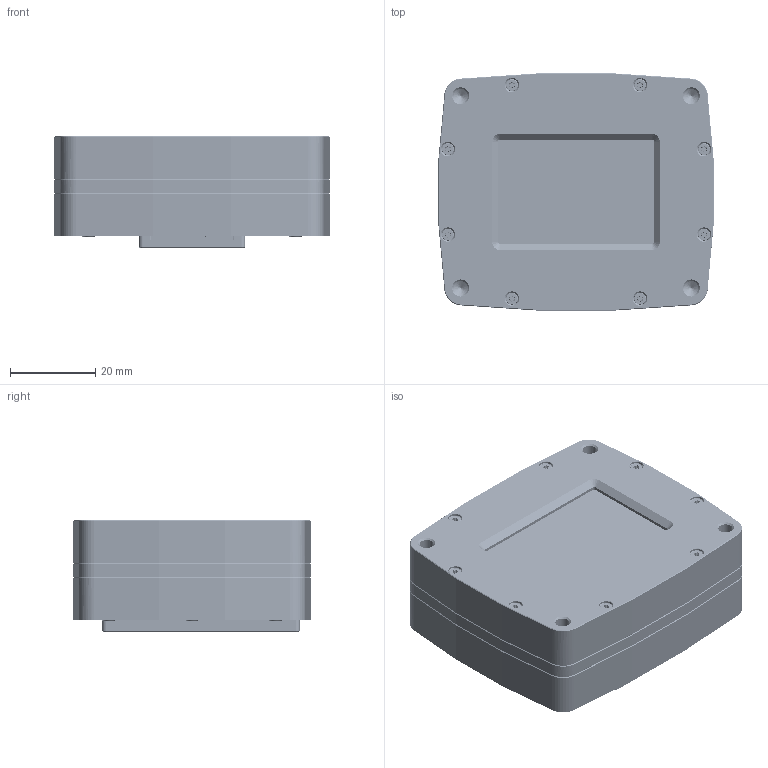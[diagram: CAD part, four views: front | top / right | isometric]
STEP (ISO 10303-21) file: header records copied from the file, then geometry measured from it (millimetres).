
FILE_DESCRIPTION(/* description */ (''),/* implementation_level */ '2;1');
FILE_NAME(/* name */ 'MX610XR-FA-xx-FRONT-SUB_01-STP.stp',/* time_stamp */ '2024-01-08T16:01:50+01:00',/* author */ (''),/* organization */ (''),/* preprocessor_version */ 'ST-DEVELOPER v18.102',/* originating_system */ 'SIEMENS PLM Software NX2206.8900',/* authorisation */ '');
FILE_SCHEMA (('AUTOMOTIVE_DESIGN { 1 0 10303 214 3 1 1 1 }'));
Products named in the file (19): 002683_01; 001412; 004498_01; 002966_01; 000992; 001001; 001027; 004490_01; 004445_01; 001042; 004488_01; 004535_01; 004515_01; 001612; 004456_01; 004528_01; 002781_01_MODEL; 004518_01_MODEL; 004457_01
Assembly tree (42 placements, depth 4):
  004457_01
    004456_01
    001612
    004515_01
    004535_01
    004518_01_MODEL
      002781_01_MODEL
        002683_01
    004488_01
    001042  x8
    004445_01
    004490_01
    001027  x4
    001001  x2
    000992
    004528_01
      004498_01
      001412
    002966_01  x14
Bounding box: 64.43 x 55.51 x 26.1 mm (x, y, z)
Volume: 70364.4 mm3; surface area: 59626.9 mm2
Topology: 108 solids, 108 shells, 6714 faces, 18076 edges, 11940 vertices
Faces by surface type: plane 4499, cylinder 1669, cone 396, bspline 124, torus 22, sphere 4
Full cylindrical faces by diameter (mm): 0.889 x4, 1 x290, 1.25 x2, 1.3 x8, 1.35 x13, 1.6 x564, 2.5 x4, 2.95 x6, 3 x14, 3.2 x28, 3.3 x4
Entity records: 199545 total; most frequent: CARTESIAN_POINT 44077, ORIENTED_EDGE 29094, DIRECTION 27564, EDGE_CURVE 14547, LINE 12118, VECTOR 12118, VERTEX_POINT 9774, AXIS2_PLACEMENT_3D 7723
